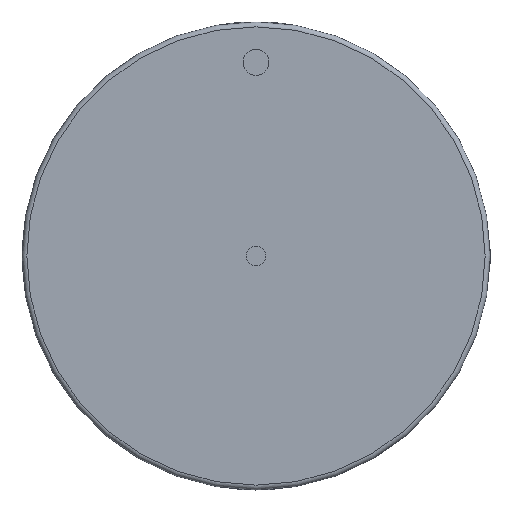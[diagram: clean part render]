
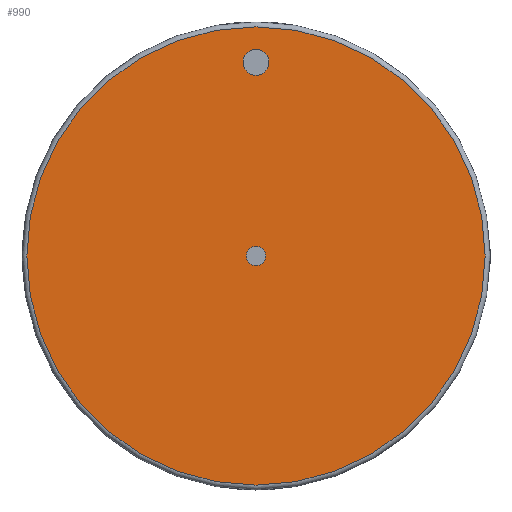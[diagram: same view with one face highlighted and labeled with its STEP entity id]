
A CAD part, front view. The second image highlights one B-rep face of the part: STEP entity #990.
In plain terms, the highlighted planar face has unit normal (0, -1, 0).
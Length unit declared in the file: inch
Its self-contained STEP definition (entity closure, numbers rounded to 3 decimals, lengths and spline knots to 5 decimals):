
#43=FACE_BOUND($,#169,.T.);
#44=FACE_BOUND($,#170,.T.);
#114=FACE_OUTER_BOUND($,#168,.T.);
#168=EDGE_LOOP($,(#784));
#169=EDGE_LOOP($,(#785));
#170=EDGE_LOOP($,(#786));
#222=CIRCLE($,#1066,0.06);
#223=CIRCLE($,#1068,0.0805);
#224=CIRCLE($,#1070,1.42);
#437=VERTEX_POINT($,#1763);
#438=VERTEX_POINT($,#1766);
#439=VERTEX_POINT($,#1769);
#577=EDGE_CURVE($,#437,#437,#222,.T.);
#578=EDGE_CURVE($,#438,#438,#223,.T.);
#579=EDGE_CURVE($,#439,#439,#224,.T.);
#784=ORIENTED_EDGE($,*,*,#579,.F.);
#785=ORIENTED_EDGE($,*,*,#578,.T.);
#786=ORIENTED_EDGE($,*,*,#577,.T.);
#920=PLANE($,#1071);
#990=ADVANCED_FACE($,(#114,#43,#44),#920,.T.);
#1066=AXIS2_PLACEMENT_3D($,#1764,#1239,#1240);
#1068=AXIS2_PLACEMENT_3D($,#1767,#1243,#1244);
#1070=AXIS2_PLACEMENT_3D($,#1770,#1247,#1248);
#1071=AXIS2_PLACEMENT_3D($,#1771,#1249,#1250);
#1239=DIRECTION('center_axis',(0.,1.,0.));
#1240=DIRECTION('ref_axis',(1.,0.,0.));
#1243=DIRECTION('center_axis',(0.,1.,0.));
#1244=DIRECTION('ref_axis',(1.,0.,0.));
#1247=DIRECTION('center_axis',(0.,1.,0.));
#1248=DIRECTION('ref_axis',(-1.,0.,0.));
#1249=DIRECTION('center_axis',(0.,-1.,0.));
#1250=DIRECTION('ref_axis',(0.,0.,-1.));
#1763=CARTESIAN_POINT('',(0.06,0.,0.));
#1764=CARTESIAN_POINT('Origin',(0.,0.,0.));
#1766=CARTESIAN_POINT('',(0.0805,0.,1.2));
#1767=CARTESIAN_POINT('Origin',(0.,0.,1.2));
#1769=CARTESIAN_POINT('',(1.42,0.,0.));
#1770=CARTESIAN_POINT('Origin',(0.,0.,0.));
#1771=CARTESIAN_POINT('Origin',(0.,0.,0.));
